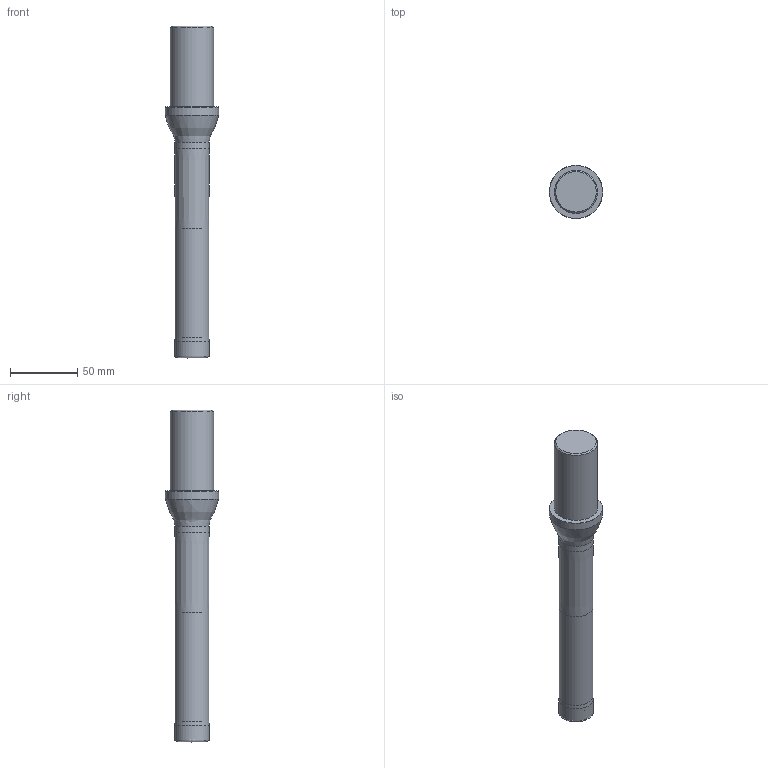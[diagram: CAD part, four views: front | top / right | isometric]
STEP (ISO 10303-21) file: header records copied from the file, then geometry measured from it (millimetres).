
FILE_DESCRIPTION(/* description */ (''),/* implementation_level */ '2;1');
FILE_NAME(/* name */ 'toolassembly_1.stp',/* time_stamp */ '2019-10-09T16:03:50+02:00',/* author */ (''),/* organization */ ('SMS'),/* preprocessor_version */ 'ST-DEVELOPER v16.7',/* originating_system */ 'SIEMENS PLM Software NX 12.0',/* authorisation */ '');
FILE_SCHEMA (('AUTOMOTIVE_DESIGN { 1 0 10303 214 3 1 1 1 }'));
Length unit declared in the file: millimetre
Products named in the file (5): CUT_20191009160301; CUT_20191009160300; NOCUT_20191009160224; ASSEMBLY_CONSTRUCTION; TOOLASSEMBLY_1
Assembly tree (4 placements, depth 2):
  TOOLASSEMBLY_1
    ASSEMBLY_CONSTRUCTION
    NOCUT_20191009160224
    CUT_20191009160300
    CUT_20191009160301
Bounding box: 39.5 x 39.5 x 246 mm (x, y, z)
Volume: 156343.3 mm3; surface area: 25086 mm2
Topology: 2 solids, 2 shells, 16 faces, 31 edges, 27 vertices
Faces by surface type: cylinder 5, cone 4, bspline 3, plane 3, revolution 1
Full cylindrical faces by diameter (mm): 25.09 x1, 25.35 x2, 31.992 x1, 39.5 x1
Entity records: 10964 total; most frequent: CARTESIAN_POINT 10475, DIRECTION 77, AXIS2_PLACEMENT_3D 38, EDGE_LOOP 30, ORIENTED_EDGE 30, FACE_BOUND 28, STYLED_ITEM 22, PRESENTATION_STYLE_ASSIGNMENT 22
